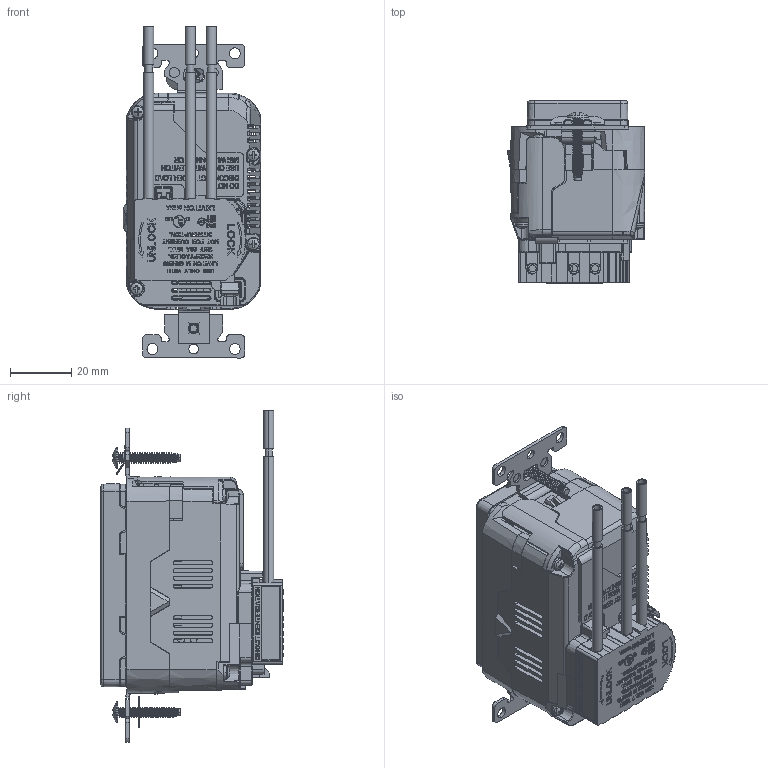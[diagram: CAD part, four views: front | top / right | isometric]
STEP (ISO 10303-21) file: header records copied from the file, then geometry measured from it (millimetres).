
FILE_DESCRIPTION (( 'STEP AP214' ), '1' );
FILE_NAME ('CATSTD-M58AC-000-M02.STEP', '2019-07-31T17:22:45', ( '' ), ( '' ), 'SwSTEP 2.0', 'SolidWorks 2017', '' );
FILE_SCHEMA (( 'AUTOMOTIVE_DESIGN' ));
Length unit declared in the file: inch
Products named in the file (1): CATSTD-M58AC-000-M02
Bounding box: 45.07 x 59.61 x 108.71 mm (x, y, z)
Surface area: 35149.3 mm2 (no closed solid volume)
Topology: 0 solids, 127 shells, 2082 faces, 15163 edges, 12905 vertices
Faces by surface type: plane 1458, cylinder 341, bspline 115, cone 112, torus 45, sphere 11
Entity records: 188297 total; most frequent: CARTESIAN_POINT 56128, ORIENTED_EDGE 18875, DIRECTION 18633, EDGE_CURVE 15160, VERTEX_POINT 12905, VECTOR 12367, LINE 12367, AXIS2_PLACEMENT_3D 3133
